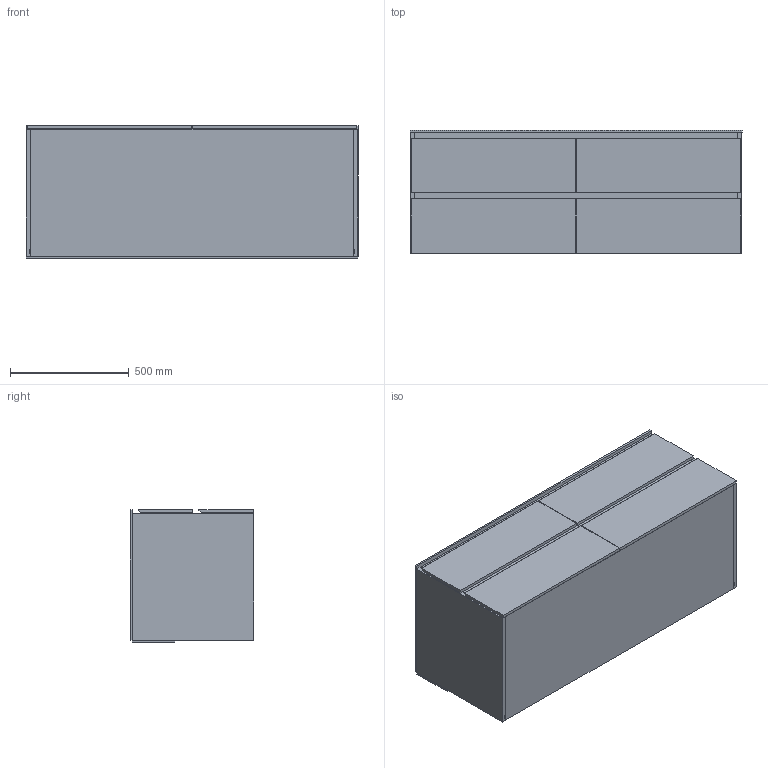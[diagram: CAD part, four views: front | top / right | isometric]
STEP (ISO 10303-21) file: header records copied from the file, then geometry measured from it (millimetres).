
FILE_DESCRIPTION (( 'STEP AP214' ), '1' );
FILE_NAME ('WP1400500-4AUSNCUL-A.STEP', '2020-08-24T14:48:30', ( 'User' ), ( '' ), 'SwSTEP 2.0', 'SolidWorks 2019', '' );
FILE_SCHEMA (( 'AUTOMOTIVE_DESIGN' ));
Length unit declared in the file: millimetre
Products named in the file (5): WP 1400500-4AUSNCUL-A_wt; WP 1400500-4AUSNCUL-A_wt_Mit Hahnloch ohne šberlauf; WP1400500-4AUSNCUL-A; WP 1400500-4AUSNCUL-A_us_Spanweiá lackiert<Wie bearbeitet>; WP 1400500-4AUSNCUL-A_us
Assembly tree (2 placements, depth 2):
  WP 1400500-4AUSNCUL-A_wt
  WP1400500-4AUSNCUL-A
    WP 1400500-4AUSNCUL-A_us_Spanweiá lackiert<Wie bearbeitet>
    WP 1400500-4AUSNCUL-A_wt_Mit Hahnloch ohne šberlauf
  WP 1400500-4AUSNCUL-A_us
Bounding box: 1400 x 520 x 558 mm (x, y, z)
Volume: 80837638.6 mm3; surface area: 11292163.2 mm2
Topology: 31 solids, 31 shells, 285 faces, 665 edges, 443 vertices
Faces by surface type: plane 251, cylinder 24, bspline 10
Entity records: 61093 total; most frequent: CARTESIAN_POINT 54152, ORIENTED_EDGE 1330, DIRECTION 1240, EDGE_CURVE 665, VECTOR 590, LINE 590, VERTEX_POINT 443, AXIS2_PLACEMENT_3D 325
